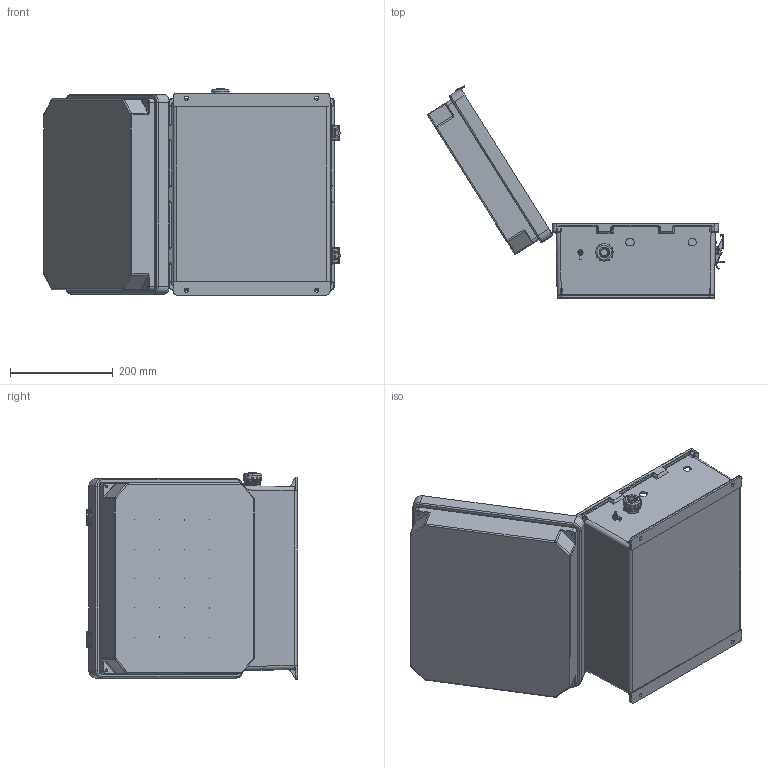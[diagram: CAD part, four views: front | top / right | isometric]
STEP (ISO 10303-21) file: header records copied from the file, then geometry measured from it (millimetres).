
FILE_DESCRIPTION (( 'STEP AP214' ), '1' );
FILE_NAME ('NB141207-500_3D.step', '2025-10-28T17:13:29', ( '' ), ( '' ), 'SwSTEP 2.0', 'SolidWorks 2025', '' );
FILE_SCHEMA (( 'AUTOMOTIVE_DESIGN' ));
Length unit declared in the file: inch
Products named in the file (21): XF451-01; XFS-0032_91735A151; XC-0003; NB141207-DoorClasp-1; XCT-0010; NB141207-Box; NB141207-DoorClasp-2; NEMA 14-400 GroundWire; XCT-0011; XFS-0026; 10-32 NEMA PLATE SCREW; XF797-02; XFW-0002; XFN-0013; XCT-0005; NB141207-500_3D; XFS-0017; NB141207-Lid-2; XCTB-0002; XFN-0003; NB141207-Hinge
Assembly tree (31 placements, depth 2):
  NB141207-500_3D
    NB141207-Box
    NB141207-Hinge  x2
    NB141207-Lid-2
    NB141207-DoorClasp-1  x2
    NB141207-DoorClasp-2  x2
    XC-0003
    XFS-0026
    XCT-0005
    XFN-0003  x2
    XFW-0002
    XF451-01
    XCT-0010
    XCT-0011
    10-32 NEMA PLATE SCREW  x4
    XFS-0017  x3
    NEMA 14-400 GroundWire
    XCTB-0002
    XFS-0032_91735A151  x2
    XFN-0013  x2
    XF797-02
Bounding box: 578.07 x 413.05 x 402.37 mm (x, y, z)
Volume: 2205438.1 mm3; surface area: 1359656.8 mm2
Topology: 37 solids, 38 shells, 3699 faces, 9427 edges, 5785 vertices
Faces by surface type: cylinder 1364, plane 1094, cone 703, torus 322, bspline 188, sphere 28
Entity records: 93780 total; most frequent: CARTESIAN_POINT 27918, ORIENTED_EDGE 13890, DIRECTION 13744, EDGE_CURVE 6945, AXIS2_PLACEMENT_3D 5231, VERTEX_POINT 4294, VECTOR 3282, LINE 3282
